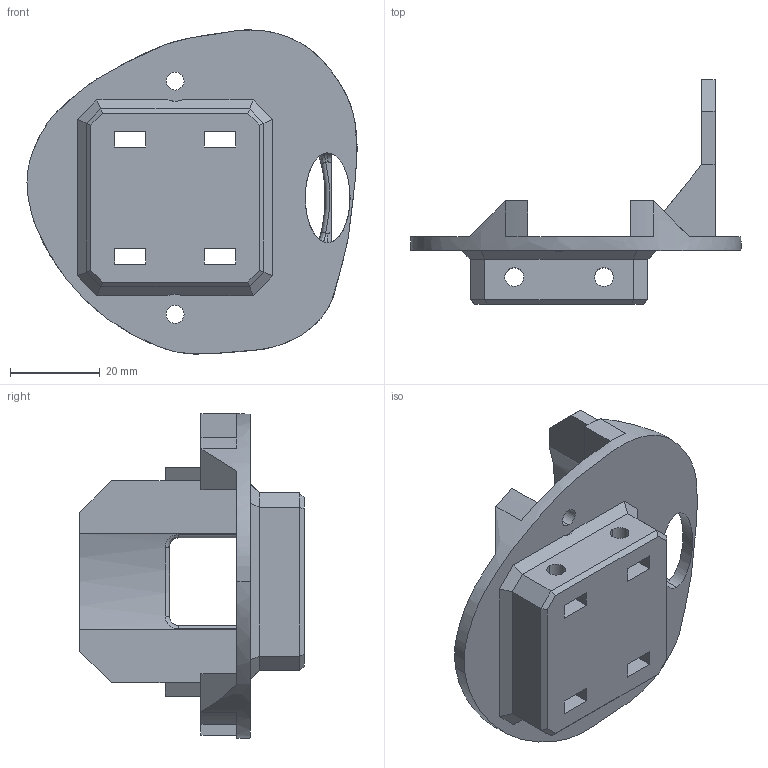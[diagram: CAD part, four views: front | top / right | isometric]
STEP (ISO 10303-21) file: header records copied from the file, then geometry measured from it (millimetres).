
FILE_DESCRIPTION((''),'2;1');
FILE_NAME('OBMP-FAH-1810','2023-10-12T14:37:57',('ccha425'),('Department of Mechanical Engineering, The University of Auckland'),'CREO PARAMETRIC BY PTC INC, 2017260','CREO PARAMETRIC BY PTC INC, 2017260','');
FILE_SCHEMA(('CONFIG_CONTROL_DESIGN'));
Length unit declared in the file: millimetre
Products named in the file (1): OBMP-FAH-1810
Bounding box: 73.56 x 50 x 72.25 mm (x, y, z)
Volume: 34798.7 mm3; surface area: 16556.7 mm2
Topology: 1 solids, 1 shells, 115 faces, 308 edges, 194 vertices
Faces by surface type: plane 78, cylinder 26, bspline 6, extrusion 4, torus 1
Entity records: 4127 total; most frequent: CARTESIAN_POINT 1213, ORIENTED_EDGE 616, DIRECTION 547, EDGE_CURVE 308, VECTOR 219, LINE 215, VERTEX_POINT 194, AXIS2_PLACEMENT_3D 164
